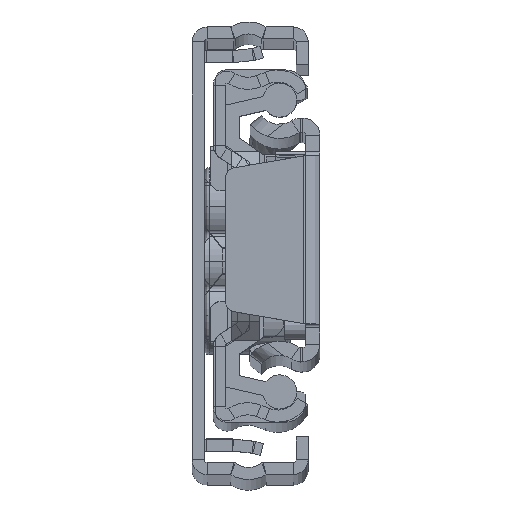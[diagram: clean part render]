
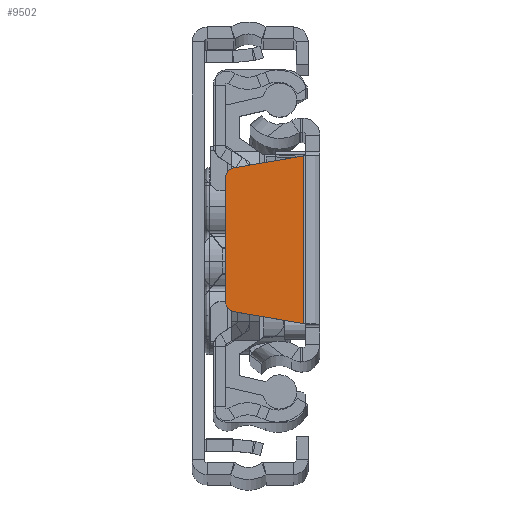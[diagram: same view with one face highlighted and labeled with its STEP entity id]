
A CAD part, top view. The second image highlights one B-rep face of the part: STEP entity #9502.
In plain terms, the highlighted planar face has unit normal (0, 0, 1).
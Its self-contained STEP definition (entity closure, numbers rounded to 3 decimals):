
#103 = LINE ( 'NONE', #5282, #1543 ) ;
#810 = CARTESIAN_POINT ( 'NONE',  ( -9.4, 6.156, 0. ) ) ;
#1100 = VERTEX_POINT ( 'NONE', #810 ) ;
#1125 = EDGE_CURVE ( 'NONE', #5514, #7727, #9515, .T. ) ;
#1424 = ORIENTED_EDGE ( 'NONE', *, *, #2088, .F. ) ;
#1543 = VECTOR ( 'NONE', #3424, 1000. ) ;
#1622 = DIRECTION ( 'NONE',  ( 0.986, 0.168, 0. ) ) ;
#2087 = CIRCLE ( 'NONE', #18620, 1. ) ;
#2088 = EDGE_CURVE ( 'NONE', #14042, #5514, #15253, .T. ) ;
#2194 = LINE ( 'NONE', #17157, #18041 ) ;
#3022 = CARTESIAN_POINT ( 'NONE',  ( -1.6, -8.333, 0. ) ) ;
#3067 = DIRECTION ( 'NONE',  ( -1., 0., 0. ) ) ;
#3424 = DIRECTION ( 'NONE',  ( 0., 1., 0. ) ) ;
#3472 = ORIENTED_EDGE ( 'NONE', *, *, #1125, .F. ) ;
#3675 = CARTESIAN_POINT ( 'NONE',  ( -8.4, 6.156, 0. ) ) ;
#4385 = PLANE ( 'NONE',  #9724 ) ;
#4396 = EDGE_CURVE ( 'NONE', #1100, #14042, #2087, .T. ) ;
#4925 = ORIENTED_EDGE ( 'NONE', *, *, #4396, .F. ) ;
#5282 = CARTESIAN_POINT ( 'NONE',  ( -9.4, 6.156, 0. ) ) ;
#5514 = VERTEX_POINT ( 'NONE', #9888 ) ;
#5790 = EDGE_LOOP ( 'NONE', ( #3472, #1424, #4925, #12684, #7857, #17022 ) ) ;
#6282 = EDGE_CURVE ( 'NONE', #9885, #16346, #18781, .T. ) ;
#7467 = VECTOR ( 'NONE', #1622, 1000. ) ;
#7727 = VERTEX_POINT ( 'NONE', #16969 ) ;
#7857 = ORIENTED_EDGE ( 'NONE', *, *, #6282, .F. ) ;
#7977 = DIRECTION ( 'NONE',  ( 0., -1., 0. ) ) ;
#8532 = DIRECTION ( 'NONE',  ( 0., 0., -1. ) ) ;
#9502 = ADVANCED_FACE ( 'NONE', ( #16378 ), #4385, .F. ) ;
#9515 = LINE ( 'NONE', #3022, #13655 ) ;
#9724 = AXIS2_PLACEMENT_3D ( 'NONE', #21224, #12969, #3067 ) ;
#9885 = VERTEX_POINT ( 'NONE', #14473 ) ;
#9888 = CARTESIAN_POINT ( 'NONE',  ( -1.6, 8.333, 0. ) ) ;
#12684 = ORIENTED_EDGE ( 'NONE', *, *, #17664, .F. ) ;
#12786 = AXIS2_PLACEMENT_3D ( 'NONE', #21150, #19387, #16540 ) ;
#12969 = DIRECTION ( 'NONE',  ( 0., 0., -1. ) ) ;
#13280 = CARTESIAN_POINT ( 'NONE',  ( -1.5, 8.35, 0. ) ) ;
#13655 = VECTOR ( 'NONE', #7977, 1000. ) ;
#14042 = VERTEX_POINT ( 'NONE', #21468 ) ;
#14473 = CARTESIAN_POINT ( 'NONE',  ( -8.568, -7.142, 0. ) ) ;
#15253 = LINE ( 'NONE', #13280, #7467 ) ;
#16346 = VERTEX_POINT ( 'NONE', #16987 ) ;
#16378 = FACE_OUTER_BOUND ( 'NONE', #5790, .T. ) ;
#16540 = DIRECTION ( 'NONE',  ( -1., 0., 0. ) ) ;
#16969 = CARTESIAN_POINT ( 'NONE',  ( -1.6, -8.333, 0. ) ) ;
#16987 = CARTESIAN_POINT ( 'NONE',  ( -9.4, -6.156, 0. ) ) ;
#17022 = ORIENTED_EDGE ( 'NONE', *, *, #17637, .F. ) ;
#17157 = CARTESIAN_POINT ( 'NONE',  ( -8.568, -7.142, 0. ) ) ;
#17637 = EDGE_CURVE ( 'NONE', #7727, #9885, #2194, .T. ) ;
#17664 = EDGE_CURVE ( 'NONE', #16346, #1100, #103, .T. ) ;
#18041 = VECTOR ( 'NONE', #18493, 1000. ) ;
#18493 = DIRECTION ( 'NONE',  ( -0.986, 0.168, 0. ) ) ;
#18620 = AXIS2_PLACEMENT_3D ( 'NONE', #3675, #8532, #20293 ) ;
#18781 = CIRCLE ( 'NONE', #12786, 1. ) ;
#19387 = DIRECTION ( 'NONE',  ( 0., 0., -1. ) ) ;
#20293 = DIRECTION ( 'NONE',  ( -1., 0., 0. ) ) ;
#21150 = CARTESIAN_POINT ( 'NONE',  ( -8.4, -6.156, 0. ) ) ;
#21224 = CARTESIAN_POINT ( 'NONE',  ( -8.4, 6.156, 0. ) ) ;
#21468 = CARTESIAN_POINT ( 'NONE',  ( -8.568, 7.142, 0. ) ) ;
